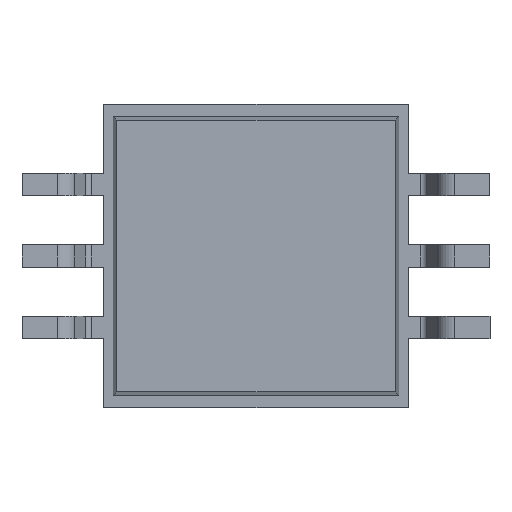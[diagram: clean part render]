
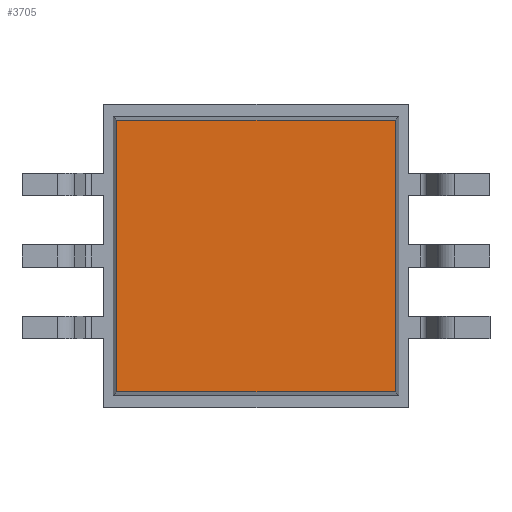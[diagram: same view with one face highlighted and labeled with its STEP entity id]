
A CAD part, front view. The second image highlights one B-rep face of the part: STEP entity #3705.
In plain terms, the highlighted planar face has unit normal (0, -1, 0).
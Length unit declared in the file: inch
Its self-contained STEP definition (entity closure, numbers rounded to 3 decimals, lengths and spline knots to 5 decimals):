
#58 = DIRECTION ( 'NONE',  ( 0., 0., -1. ) ) ;
#471 = VECTOR ( 'NONE', #739, 39.37008 ) ;
#624 = LINE ( 'NONE', #3002, #471 ) ;
#657 = EDGE_CURVE ( 'NONE', #4701, #2259, #4593, .T. ) ;
#719 = EDGE_CURVE ( 'NONE', #2233, #2949, #5171, .T. ) ;
#739 = DIRECTION ( 'NONE',  ( 1., 0., 0. ) ) ;
#943 = CARTESIAN_POINT ( 'NONE',  ( 0.47815, 0.06299, 0.02657 ) ) ;
#1028 = DIRECTION ( 'NONE',  ( 0., 0., -1. ) ) ;
#1223 = VECTOR ( 'NONE', #58, 39.37008 ) ;
#1748 = EDGE_CURVE ( 'NONE', #2259, #2949, #3438, .T. ) ;
#1814 = EDGE_LOOP ( 'NONE', ( #4329, #2743, #3325, #5703 ) ) ;
#1826 = DIRECTION ( 'NONE',  ( 0., -1., 0. ) ) ;
#1853 = PLANE ( 'NONE',  #2353 ) ;
#2017 = CARTESIAN_POINT ( 'NONE',  ( 0.28366, 0.06299, -0.16319 ) ) ;
#2233 = VERTEX_POINT ( 'NONE', #4612 ) ;
#2259 = VERTEX_POINT ( 'NONE', #2017 ) ;
#2285 = VECTOR ( 'NONE', #1028, 39.37008 ) ;
#2308 = EDGE_CURVE ( 'NONE', #4701, #2233, #624, .T. ) ;
#2353 = AXIS2_PLACEMENT_3D ( 'NONE', #4163, #1826, #5608 ) ;
#2743 = ORIENTED_EDGE ( 'NONE', *, *, #1748, .T. ) ;
#2771 = VECTOR ( 'NONE', #4836, 39.37008 ) ;
#2949 = VERTEX_POINT ( 'NONE', #3795 ) ;
#3002 = CARTESIAN_POINT ( 'NONE',  ( 0.28366, 0.06299, 0.02657 ) ) ;
#3325 = ORIENTED_EDGE ( 'NONE', *, *, #719, .F. ) ;
#3438 = LINE ( 'NONE', #5298, #2771 ) ;
#3705 = ADVANCED_FACE ( 'NONE', ( #4708 ), #1853, .T. ) ;
#3709 = CARTESIAN_POINT ( 'NONE',  ( 0.28366, 0.06299, 0.02657 ) ) ;
#3795 = CARTESIAN_POINT ( 'NONE',  ( 0.47815, 0.06299, -0.16319 ) ) ;
#4163 = CARTESIAN_POINT ( 'NONE',  ( 0.38091, 0.06299, -0.09331 ) ) ;
#4329 = ORIENTED_EDGE ( 'NONE', *, *, #657, .T. ) ;
#4535 = CARTESIAN_POINT ( 'NONE',  ( 0.28366, 0.06299, 0.02657 ) ) ;
#4593 = LINE ( 'NONE', #3709, #1223 ) ;
#4612 = CARTESIAN_POINT ( 'NONE',  ( 0.47815, 0.06299, 0.02657 ) ) ;
#4701 = VERTEX_POINT ( 'NONE', #4535 ) ;
#4708 = FACE_OUTER_BOUND ( 'NONE', #1814, .T. ) ;
#4836 = DIRECTION ( 'NONE',  ( 1., 0., 0. ) ) ;
#5171 = LINE ( 'NONE', #943, #2285 ) ;
#5298 = CARTESIAN_POINT ( 'NONE',  ( 0.28366, 0.06299, -0.16319 ) ) ;
#5608 = DIRECTION ( 'NONE',  ( 0., 0., -1. ) ) ;
#5703 = ORIENTED_EDGE ( 'NONE', *, *, #2308, .F. ) ;
